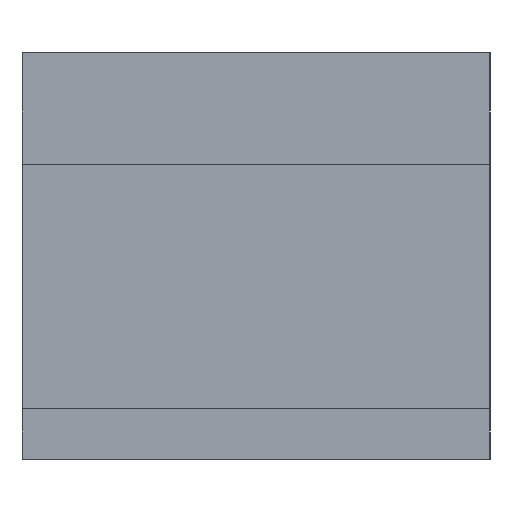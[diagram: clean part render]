
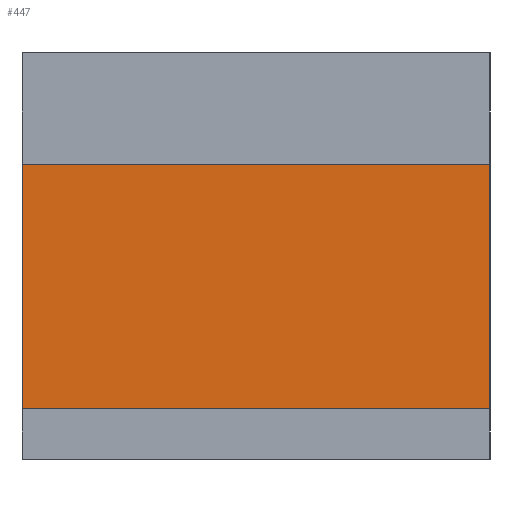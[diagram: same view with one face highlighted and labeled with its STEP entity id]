
A CAD part, left-side view. The second image highlights one B-rep face of the part: STEP entity #447.
In plain terms, the highlighted planar face has unit normal (-1, 0, 0).
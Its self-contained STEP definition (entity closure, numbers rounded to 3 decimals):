
#29=FACE_OUTER_BOUND('',#55,.T.);
#55=EDGE_LOOP('',(#339,#340,#341,#342));
#81=LINE('',#643,#141);
#101=LINE('',#682,#161);
#102=LINE('',#685,#162);
#103=LINE('',#686,#163);
#141=VECTOR('',#519,10.);
#161=VECTOR('',#557,10.);
#162=VECTOR('',#560,10.);
#163=VECTOR('',#561,10.);
#201=VERTEX_POINT('',#640);
#202=VERTEX_POINT('',#642);
#212=VERTEX_POINT('',#680);
#213=VERTEX_POINT('',#684);
#241=EDGE_CURVE('',#201,#202,#81,.T.);
#261=EDGE_CURVE('',#201,#212,#101,.T.);
#262=EDGE_CURVE('',#213,#212,#102,.T.);
#263=EDGE_CURVE('',#202,#213,#103,.T.);
#339=ORIENTED_EDGE('',*,*,#261,.T.);
#340=ORIENTED_EDGE('',*,*,#262,.F.);
#341=ORIENTED_EDGE('',*,*,#263,.F.);
#342=ORIENTED_EDGE('',*,*,#241,.F.);
#421=PLANE('',#489);
#447=ADVANCED_FACE('',(#29),#421,.T.);
#489=AXIS2_PLACEMENT_3D('',#683,#558,#559);
#519=DIRECTION('',(0.,0.,-1.));
#557=DIRECTION('',(0.,1.,0.));
#558=DIRECTION('center_axis',(-1.,0.,0.));
#559=DIRECTION('ref_axis',(0.,0.,1.));
#560=DIRECTION('',(0.,0.,1.));
#561=DIRECTION('',(0.,1.,0.));
#640=CARTESIAN_POINT('',(-5.5,-2.3,2.9));
#642=CARTESIAN_POINT('',(-5.5,-2.3,0.5));
#643=CARTESIAN_POINT('',(-5.5,-2.3,0.));
#680=CARTESIAN_POINT('',(-5.5,2.3,2.9));
#682=CARTESIAN_POINT('',(-5.5,0.,2.9));
#683=CARTESIAN_POINT('Origin',(-5.5,0.,0.5));
#684=CARTESIAN_POINT('',(-5.5,2.3,0.5));
#685=CARTESIAN_POINT('',(-5.5,2.3,0.));
#686=CARTESIAN_POINT('',(-5.5,0.,0.5));
